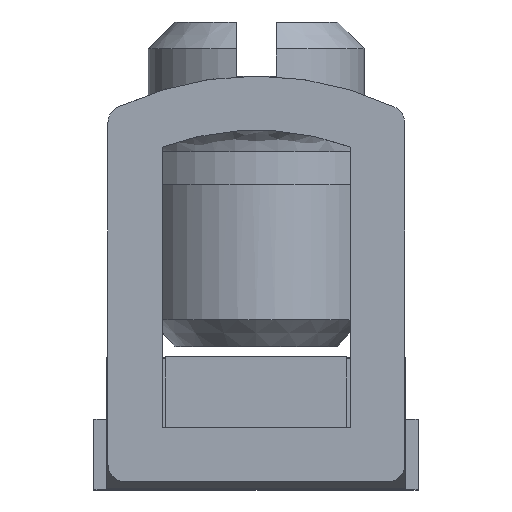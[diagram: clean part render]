
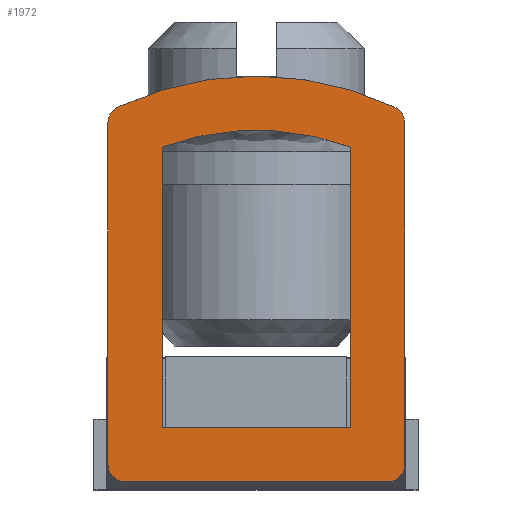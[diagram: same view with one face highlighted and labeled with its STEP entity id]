
A CAD part, front view. The second image highlights one B-rep face of the part: STEP entity #1972.
In plain terms, the highlighted planar face has unit normal (0, -1, 0).
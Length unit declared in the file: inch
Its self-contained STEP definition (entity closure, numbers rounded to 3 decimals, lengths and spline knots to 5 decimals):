
#21 = AXIS2_PLACEMENT_3D ( 'NONE', #1370, #2593, #1254 ) ;
#64 = CARTESIAN_POINT ( 'NONE',  ( -0.1715, -0.1875, 0. ) ) ;
#83 = ORIENTED_EDGE ( 'NONE', *, *, #2195, .T. ) ;
#100 = VECTOR ( 'NONE', #1310, 39.37008 ) ;
#122 = CARTESIAN_POINT ( 'NONE',  ( 0., -0.1875, -0.14313 ) ) ;
#131 = LINE ( 'NONE', #2833, #100 ) ;
#132 = CARTESIAN_POINT ( 'NONE',  ( -0.109, -0.1875, -0.17188 ) ) ;
#143 = LINE ( 'NONE', #570, #171 ) ;
#171 = VECTOR ( 'NONE', #810, 39.37008 ) ;
#176 = CIRCLE ( 'NONE', #995, 0.315 ) ;
#183 = DIRECTION ( 'NONE',  ( 1., 0., 0. ) ) ;
#252 = CIRCLE ( 'NONE', #1528, 0.02 ) ;
#354 = DIRECTION ( 'NONE',  ( 0., 0., -1. ) ) ;
#492 = DIRECTION ( 'NONE',  ( 0., -1., 0. ) ) ;
#511 = CARTESIAN_POINT ( 'NONE',  ( 0., -0.1875, -0.14063 ) ) ;
#524 = ORIENTED_EDGE ( 'NONE', *, *, #904, .T. ) ;
#539 = CARTESIAN_POINT ( 'NONE',  ( -0.1515, -0.1875, 0.18042 ) ) ;
#570 = CARTESIAN_POINT ( 'NONE',  ( 0., -0.1875, -0.17188 ) ) ;
#621 = VECTOR ( 'NONE', #1688, 39.37008 ) ;
#637 = DIRECTION ( 'NONE',  ( 0., 0., -1. ) ) ;
#655 = CARTESIAN_POINT ( 'NONE',  ( 0., -0.1875, -0.23438 ) ) ;
#708 = CARTESIAN_POINT ( 'NONE',  ( -0.1715, -0.1875, 0.18042 ) ) ;
#710 = ORIENTED_EDGE ( 'NONE', *, *, #1046, .F. ) ;
#732 = CARTESIAN_POINT ( 'NONE',  ( 0.1515, -0.1875, -0.23438 ) ) ;
#756 = DIRECTION ( 'NONE',  ( 0., 0., -1. ) ) ;
#784 = DIRECTION ( 'NONE',  ( 0., 0., 1. ) ) ;
#786 = ORIENTED_EDGE ( 'NONE', *, *, #1033, .T. ) ;
#788 = AXIS2_PLACEMENT_3D ( 'NONE', #997, #2589, #1252 ) ;
#810 = DIRECTION ( 'NONE',  ( -1., 0., 0. ) ) ;
#827 = EDGE_CURVE ( 'NONE', #2809, #2765, #2257, .T. ) ;
#850 = EDGE_CURVE ( 'NONE', #2861, #2588, #1465, .T. ) ;
#865 = CIRCLE ( 'NONE', #21, 0.02 ) ;
#884 = EDGE_CURVE ( 'NONE', #2861, #2586, #865, .T. ) ;
#901 = ORIENTED_EDGE ( 'NONE', *, *, #2169, .T. ) ;
#904 = EDGE_CURVE ( 'NONE', #2552, #2586, #1508, .T. ) ;
#941 = EDGE_CURVE ( 'NONE', #2552, #2549, #252, .T. ) ;
#965 = EDGE_CURVE ( 'NONE', #2524, #2549, #2471, .T. ) ;
#974 = CARTESIAN_POINT ( 'NONE',  ( 0.1515, -0.1875, -0.21438 ) ) ;
#995 = AXIS2_PLACEMENT_3D ( 'NONE', #122, #1777, #354 ) ;
#997 = CARTESIAN_POINT ( 'NONE',  ( 0., -0.1875, 0. ) ) ;
#1033 = EDGE_CURVE ( 'NONE', #2556, #2524, #1149, .T. ) ;
#1045 = VECTOR ( 'NONE', #183, 39.37008 ) ;
#1046 = EDGE_CURVE ( 'NONE', #2901, #2588, #2233, .T. ) ;
#1065 = EDGE_CURVE ( 'NONE', #2556, #2901, #1778, .T. ) ;
#1114 = CARTESIAN_POINT ( 'NONE',  ( 0.109, -0.1875, -0.17188 ) ) ;
#1149 = CIRCLE ( 'NONE', #2316, 0.02 ) ;
#1200 = EDGE_LOOP ( 'NONE', ( #2048, #901, #83, #2336 ) ) ;
#1220 = DIRECTION ( 'NONE',  ( 0., 0., 1. ) ) ;
#1224 = PLANE ( 'NONE',  #788 ) ;
#1228 = FACE_BOUND ( 'NONE', #1200, .T. ) ;
#1252 = DIRECTION ( 'NONE',  ( 0., 0., -1. ) ) ;
#1254 = DIRECTION ( 'NONE',  ( 0., 0., 1. ) ) ;
#1298 = FACE_OUTER_BOUND ( 'NONE', #1454, .T. ) ;
#1310 = DIRECTION ( 'NONE',  ( 0., 0., 1. ) ) ;
#1368 = ORIENTED_EDGE ( 'NONE', *, *, #941, .F. ) ;
#1370 = CARTESIAN_POINT ( 'NONE',  ( -0.1515, -0.1875, -0.21438 ) ) ;
#1454 = EDGE_LOOP ( 'NONE', ( #786, #2599, #1368, #524, #2710, #1674, #710, #2027 ) ) ;
#1465 = LINE ( 'NONE', #655, #1045 ) ;
#1487 = CARTESIAN_POINT ( 'NONE',  ( 0.1715, -0.1875, -0.23438 ) ) ;
#1508 = LINE ( 'NONE', #64, #2037 ) ;
#1528 = AXIS2_PLACEMENT_3D ( 'NONE', #539, #2220, #784 ) ;
#1571 = AXIS2_PLACEMENT_3D ( 'NONE', #974, #2566, #1220 ) ;
#1674 = ORIENTED_EDGE ( 'NONE', *, *, #850, .T. ) ;
#1688 = DIRECTION ( 'NONE',  ( 0., 0., -1. ) ) ;
#1777 = DIRECTION ( 'NONE',  ( 0., 1., 0. ) ) ;
#1778 = LINE ( 'NONE', #1487, #621 ) ;
#1929 = CARTESIAN_POINT ( 'NONE',  ( 0.1515, -0.1875, 0.18042 ) ) ;
#1972 = ADVANCED_FACE ( 'NONE', ( #1298, #1228 ), #1224, .T. ) ;
#2027 = ORIENTED_EDGE ( 'NONE', *, *, #1065, .F. ) ;
#2037 = VECTOR ( 'NONE', #2781, 39.37008 ) ;
#2048 = ORIENTED_EDGE ( 'NONE', *, *, #827, .T. ) ;
#2066 = CARTESIAN_POINT ( 'NONE',  ( 0.109, -0.1875, 0. ) ) ;
#2163 = CARTESIAN_POINT ( 'NONE',  ( -0.1715, -0.1875, -0.21438 ) ) ;
#2168 = DIRECTION ( 'NONE',  ( 0., 0., -1. ) ) ;
#2169 = EDGE_CURVE ( 'NONE', #2765, #2650, #143, .T. ) ;
#2173 = EDGE_CURVE ( 'NONE', #2758, #2809, #176, .T. ) ;
#2188 = DIRECTION ( 'NONE',  ( 0., -1., 0. ) ) ;
#2195 = EDGE_CURVE ( 'NONE', #2650, #2758, #131, .T. ) ;
#2220 = DIRECTION ( 'NONE',  ( 0., 1., 0. ) ) ;
#2233 = CIRCLE ( 'NONE', #1571, 0.02 ) ;
#2257 = LINE ( 'NONE', #2066, #2773 ) ;
#2316 = AXIS2_PLACEMENT_3D ( 'NONE', #1929, #492, #2168 ) ;
#2336 = ORIENTED_EDGE ( 'NONE', *, *, #2173, .T. ) ;
#2337 = CARTESIAN_POINT ( 'NONE',  ( 0.16004, -0.1875, 0.19851 ) ) ;
#2471 = CIRCLE ( 'NONE', #2835, 0.375 ) ;
#2490 = CARTESIAN_POINT ( 'NONE',  ( -0.109, -0.1875, 0.15242 ) ) ;
#2501 = CARTESIAN_POINT ( 'NONE',  ( 0.109, -0.1875, 0.15242 ) ) ;
#2524 = VERTEX_POINT ( 'NONE', #2337 ) ;
#2549 = VERTEX_POINT ( 'NONE', #2902 ) ;
#2552 = VERTEX_POINT ( 'NONE', #708 ) ;
#2556 = VERTEX_POINT ( 'NONE', #2735 ) ;
#2566 = DIRECTION ( 'NONE',  ( 0., 1., 0. ) ) ;
#2586 = VERTEX_POINT ( 'NONE', #2163 ) ;
#2588 = VERTEX_POINT ( 'NONE', #732 ) ;
#2589 = DIRECTION ( 'NONE',  ( 0., -1., 0. ) ) ;
#2593 = DIRECTION ( 'NONE',  ( 0., 1., 0. ) ) ;
#2599 = ORIENTED_EDGE ( 'NONE', *, *, #965, .T. ) ;
#2650 = VERTEX_POINT ( 'NONE', #132 ) ;
#2710 = ORIENTED_EDGE ( 'NONE', *, *, #884, .F. ) ;
#2735 = CARTESIAN_POINT ( 'NONE',  ( 0.1715, -0.1875, 0.18042 ) ) ;
#2758 = VERTEX_POINT ( 'NONE', #2490 ) ;
#2765 = VERTEX_POINT ( 'NONE', #1114 ) ;
#2773 = VECTOR ( 'NONE', #637, 39.37008 ) ;
#2781 = DIRECTION ( 'NONE',  ( 0., 0., -1. ) ) ;
#2809 = VERTEX_POINT ( 'NONE', #2501 ) ;
#2833 = CARTESIAN_POINT ( 'NONE',  ( -0.109, -0.1875, 0. ) ) ;
#2835 = AXIS2_PLACEMENT_3D ( 'NONE', #511, #2188, #756 ) ;
#2861 = VERTEX_POINT ( 'NONE', #2884 ) ;
#2884 = CARTESIAN_POINT ( 'NONE',  ( -0.1515, -0.1875, -0.23438 ) ) ;
#2894 = CARTESIAN_POINT ( 'NONE',  ( 0.1715, -0.1875, -0.21438 ) ) ;
#2901 = VERTEX_POINT ( 'NONE', #2894 ) ;
#2902 = CARTESIAN_POINT ( 'NONE',  ( -0.16004, -0.1875, 0.19851 ) ) ;
